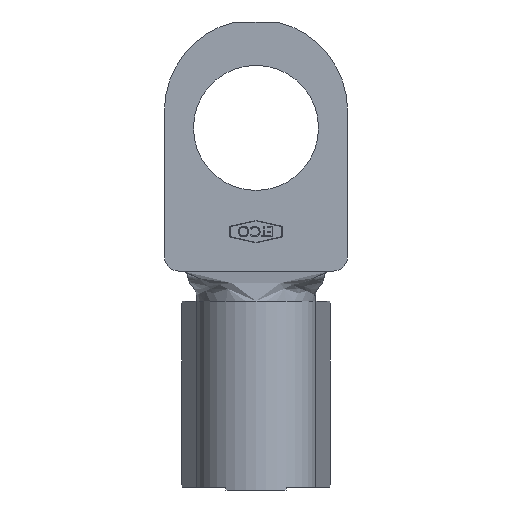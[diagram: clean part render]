
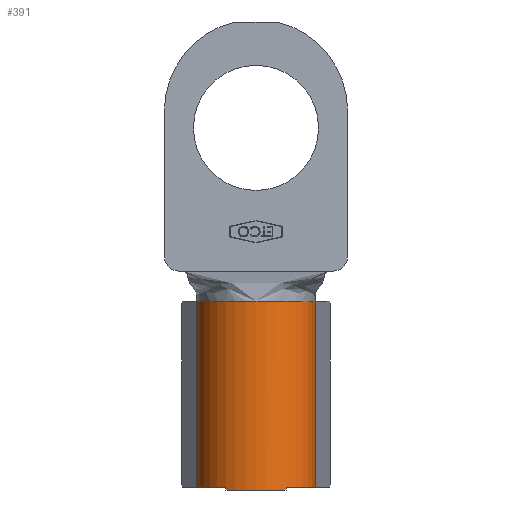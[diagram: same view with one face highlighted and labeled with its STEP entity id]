
A CAD part, front view. The second image highlights one B-rep face of the part: STEP entity #391.
In plain terms, the highlighted cylindrical face has radius 5.334 mm (diameter 10.668 mm), a partial arc.
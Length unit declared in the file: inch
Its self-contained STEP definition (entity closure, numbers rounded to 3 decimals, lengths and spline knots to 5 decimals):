
#12 = FACE_OUTER_BOUND ( 'NONE', #6639, .T. ) ;
#57 = AXIS2_PLACEMENT_3D ( 'NONE', #1786, #1760, #1734 ) ;
#73 = DIRECTION ( 'NONE',  ( 0., 0., -1. ) ) ;
#84 = VECTOR ( 'NONE', #4131, 39.37008 ) ;
#129 = VECTOR ( 'NONE', #6828, 39.37008 ) ;
#391 = ADVANCED_FACE ( 'NONE', ( #12 ), #4132, .T. ) ;
#457 = CARTESIAN_POINT ( 'NONE',  ( 0.20666, -0.0373, 0.65 ) ) ;
#637 = VERTEX_POINT ( 'NONE', #2849 ) ;
#687 = VERTEX_POINT ( 'NONE', #2083 ) ;
#728 = ORIENTED_EDGE ( 'NONE', *, *, #5729, .F. ) ;
#857 = EDGE_CURVE ( 'NONE', #2130, #687, #6776, .T. ) ;
#858 = EDGE_CURVE ( 'NONE', #1142, #637, #4778, .T. ) ;
#952 = VERTEX_POINT ( 'NONE', #6526 ) ;
#1006 = EDGE_CURVE ( 'NONE', #4154, #952, #6694, .T. ) ;
#1048 = CARTESIAN_POINT ( 'NONE',  ( -0.20666, -0.0373, 0.65 ) ) ;
#1142 = VERTEX_POINT ( 'NONE', #2828 ) ;
#1152 = DIRECTION ( 'NONE',  ( -1., 0., 0. ) ) ;
#1181 = CARTESIAN_POINT ( 'NONE',  ( 0., 0., 0.65 ) ) ;
#1286 = AXIS2_PLACEMENT_3D ( 'NONE', #4894, #4797, #4488 ) ;
#1296 = EDGE_CURVE ( 'NONE', #3146, #4826, #2758, .T. ) ;
#1363 = DIRECTION ( 'NONE',  ( 1., 0., 0. ) ) ;
#1404 = DIRECTION ( 'NONE',  ( 0., 0., 1. ) ) ;
#1573 = LINE ( 'NONE', #3358, #5650 ) ;
#1690 = LINE ( 'NONE', #3031, #84 ) ;
#1734 = DIRECTION ( 'NONE',  ( 1., 0., 0. ) ) ;
#1760 = DIRECTION ( 'NONE',  ( 0., 0., 1. ) ) ;
#1786 = CARTESIAN_POINT ( 'NONE',  ( 0., 0., 0.65 ) ) ;
#1888 = CARTESIAN_POINT ( 'NONE',  ( 0.105, -0.18187, -0.01 ) ) ;
#2083 = CARTESIAN_POINT ( 'NONE',  ( -0.105, -0.18187, -0.01 ) ) ;
#2130 = VERTEX_POINT ( 'NONE', #1888 ) ;
#2222 = ORIENTED_EDGE ( 'NONE', *, *, #4534, .F. ) ;
#2387 = CARTESIAN_POINT ( 'NONE',  ( 0., 0., 0. ) ) ;
#2758 = CIRCLE ( 'NONE', #57, 0.21 ) ;
#2828 = CARTESIAN_POINT ( 'NONE',  ( -0.20666, -0.0373, 0. ) ) ;
#2849 = CARTESIAN_POINT ( 'NONE',  ( -0.105, -0.18187, 0. ) ) ;
#3031 = CARTESIAN_POINT ( 'NONE',  ( -0.105, -0.18187, -0.01 ) ) ;
#3146 = VERTEX_POINT ( 'NONE', #6457 ) ;
#3194 = EDGE_CURVE ( 'NONE', #2130, #4154, #1573, .T. ) ;
#3210 = ORIENTED_EDGE ( 'NONE', *, *, #858, .T. ) ;
#3308 = ORIENTED_EDGE ( 'NONE', *, *, #1006, .T. ) ;
#3336 = CARTESIAN_POINT ( 'NONE',  ( 0.105, -0.18187, 0. ) ) ;
#3358 = CARTESIAN_POINT ( 'NONE',  ( 0.105, -0.18187, -0.01 ) ) ;
#3722 = VECTOR ( 'NONE', #4230, 39.37008 ) ;
#3806 = ORIENTED_EDGE ( 'NONE', *, *, #1296, .F. ) ;
#3809 = DIRECTION ( 'NONE',  ( -1., 0., 0. ) ) ;
#3837 = DIRECTION ( 'NONE',  ( 0., 0., -1. ) ) ;
#3886 = CARTESIAN_POINT ( 'NONE',  ( 0., 0., -0.01 ) ) ;
#3918 = DIRECTION ( 'NONE',  ( 0., 0., 1. ) ) ;
#3964 = LINE ( 'NONE', #457, #3722 ) ;
#4131 = DIRECTION ( 'NONE',  ( 0., 0., 1. ) ) ;
#4132 = CYLINDRICAL_SURFACE ( 'NONE', #5114, 0.21 ) ;
#4154 = VERTEX_POINT ( 'NONE', #3336 ) ;
#4230 = DIRECTION ( 'NONE',  ( 0., 0., -1. ) ) ;
#4419 = LINE ( 'NONE', #1048, #129 ) ;
#4488 = DIRECTION ( 'NONE',  ( 1., 0., 0. ) ) ;
#4534 = EDGE_CURVE ( 'NONE', #4826, #952, #3964, .T. ) ;
#4649 = ORIENTED_EDGE ( 'NONE', *, *, #6766, .T. ) ;
#4778 = CIRCLE ( 'NONE', #5678, 0.21 ) ;
#4797 = DIRECTION ( 'NONE',  ( 0., 0., 1. ) ) ;
#4826 = VERTEX_POINT ( 'NONE', #5757 ) ;
#4894 = CARTESIAN_POINT ( 'NONE',  ( 0., 0., 0. ) ) ;
#4988 = AXIS2_PLACEMENT_3D ( 'NONE', #3886, #3837, #3809 ) ;
#5114 = AXIS2_PLACEMENT_3D ( 'NONE', #1181, #73, #1152 ) ;
#5242 = ORIENTED_EDGE ( 'NONE', *, *, #857, .F. ) ;
#5562 = ORIENTED_EDGE ( 'NONE', *, *, #3194, .T. ) ;
#5650 = VECTOR ( 'NONE', #3918, 39.37008 ) ;
#5678 = AXIS2_PLACEMENT_3D ( 'NONE', #2387, #1404, #1363 ) ;
#5729 = EDGE_CURVE ( 'NONE', #687, #637, #1690, .T. ) ;
#5757 = CARTESIAN_POINT ( 'NONE',  ( 0.20666, -0.0373, 0.65 ) ) ;
#6457 = CARTESIAN_POINT ( 'NONE',  ( -0.20666, -0.0373, 0.65 ) ) ;
#6526 = CARTESIAN_POINT ( 'NONE',  ( 0.20666, -0.0373, 0. ) ) ;
#6639 = EDGE_LOOP ( 'NONE', ( #3210, #728, #5242, #5562, #3308, #2222, #3806, #4649 ) ) ;
#6694 = CIRCLE ( 'NONE', #1286, 0.21 ) ;
#6766 = EDGE_CURVE ( 'NONE', #3146, #1142, #4419, .T. ) ;
#6776 = CIRCLE ( 'NONE', #4988, 0.21 ) ;
#6828 = DIRECTION ( 'NONE',  ( 0., 0., -1. ) ) ;
